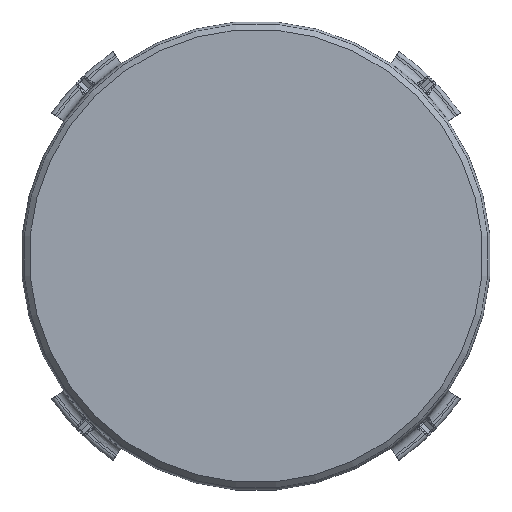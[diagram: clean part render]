
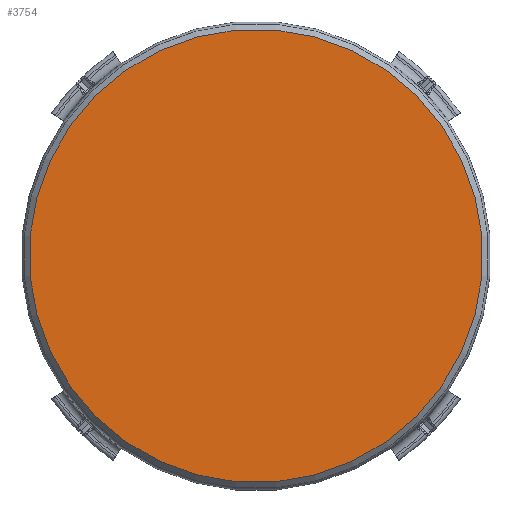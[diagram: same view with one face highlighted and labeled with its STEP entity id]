
A CAD part, top view. The second image highlights one B-rep face of the part: STEP entity #3754.
In plain terms, the highlighted planar face has unit normal (0, 0, 1).
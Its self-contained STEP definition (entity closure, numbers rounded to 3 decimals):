
#143=PLANE('',#4184);
#834=FACE_OUTER_BOUND('',#1076,.T.);
#1076=EDGE_LOOP('',(#3410));
#1439=CIRCLE('',#4183,28.05);
#1779=VERTEX_POINT('',#8459);
#2334=EDGE_CURVE('',#1779,#1779,#1439,.T.);
#3410=ORIENTED_EDGE('',*,*,#2334,.F.);
#3754=ADVANCED_FACE('',(#834),#143,.T.);
#4183=AXIS2_PLACEMENT_3D('',#8460,#5196,#5197);
#4184=AXIS2_PLACEMENT_3D('',#8462,#5199,#5200);
#5196=DIRECTION('center_axis',(0.,0.,
-1.));
#5197=DIRECTION('ref_axis',(-0.707,-0.707,0.));
#5199=DIRECTION('center_axis',(0.,0.,
1.));
#5200=DIRECTION('ref_axis',(-0.707,-0.707,0.));
#8459=CARTESIAN_POINT('',(19.834,19.834,6.));
#8460=CARTESIAN_POINT('Origin',(0.,0.,6.));
#8462=CARTESIAN_POINT('Origin',(0.,0.,6.));
